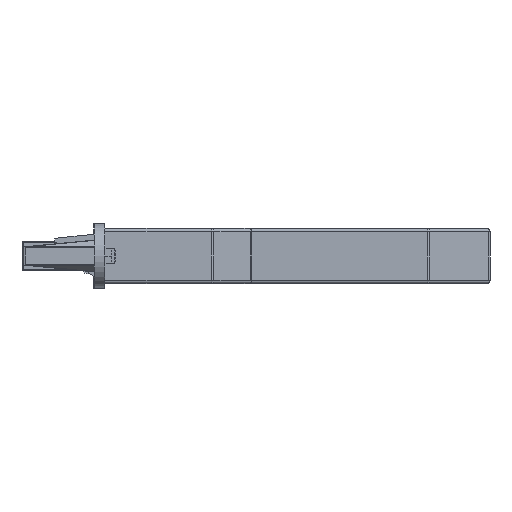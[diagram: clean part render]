
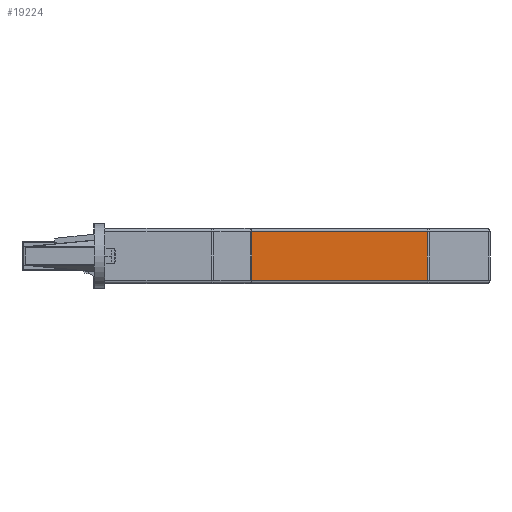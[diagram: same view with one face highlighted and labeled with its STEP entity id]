
A CAD part, front view. The second image highlights one B-rep face of the part: STEP entity #19224.
In plain terms, the highlighted planar face has unit normal (0, -1, 0).
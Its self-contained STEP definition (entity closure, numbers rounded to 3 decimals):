
#627 = EDGE_CURVE ( 'NONE', #19122, #3271, #11206, .T. ) ;
#853 = DIRECTION ( 'NONE',  ( 0., -1., 0. ) ) ;
#1785 = CARTESIAN_POINT ( 'NONE',  ( 14., -14.7, 12.75 ) ) ;
#1883 = CARTESIAN_POINT ( 'NONE',  ( 44.75, -14.7, 6. ) ) ;
#2625 = CARTESIAN_POINT ( 'NONE',  ( 14., -14.7, -1.75 ) ) ;
#3271 = VERTEX_POINT ( 'NONE', #16508 ) ;
#3970 = FACE_OUTER_BOUND ( 'NONE', #9945, .T. ) ;
#4134 = CARTESIAN_POINT ( 'NONE',  ( 44.75, -14.7, 6. ) ) ;
#4138 = VERTEX_POINT ( 'NONE', #5581 ) ;
#4422 = PLANE ( 'NONE',  #20496 ) ;
#4779 = CARTESIAN_POINT ( 'NONE',  ( 14., -14.7, -1.75 ) ) ;
#5471 = EDGE_CURVE ( 'NONE', #19147, #21498, #20475, .T. ) ;
#5581 = CARTESIAN_POINT ( 'NONE',  ( 44.75, -14.7, 4.25 ) ) ;
#5585 = DIRECTION ( 'NONE',  ( 0., 0., -1. ) ) ;
#6920 = DIRECTION ( 'NONE',  ( 0., 0., 1. ) ) ;
#7020 = ORIENTED_EDGE ( 'NONE', *, *, #12135, .F. ) ;
#8225 = DIRECTION ( 'NONE',  ( 1., 0., 0. ) ) ;
#9300 = DIRECTION ( 'NONE',  ( 1., 0., 0. ) ) ;
#9945 = EDGE_LOOP ( 'NONE', ( #19287, #13507, #16962, #14831 ) ) ;
#10497 = VECTOR ( 'NONE', #16452, 1000. ) ;
#11206 = LINE ( 'NONE', #12765, #21802 ) ;
#11293 = AXIS2_PLACEMENT_3D ( 'NONE', #4134, #22594, #13412 ) ;
#11336 = CARTESIAN_POINT ( 'NONE',  ( 14., -14.7, -0.75 ) ) ;
#12135 = EDGE_CURVE ( 'NONE', #18686, #4138, #21967, .T. ) ;
#12765 = CARTESIAN_POINT ( 'NONE',  ( 104., -14.7, -0.75 ) ) ;
#13073 = DIRECTION ( 'NONE',  ( 0., -1., 0. ) ) ;
#13127 = ORIENTED_EDGE ( 'NONE', *, *, #20013, .F. ) ;
#13412 = DIRECTION ( 'NONE',  ( 0., 0., -1. ) ) ;
#13490 = LINE ( 'NONE', #22670, #21368 ) ;
#13507 = ORIENTED_EDGE ( 'NONE', *, *, #627, .T. ) ;
#13670 = AXIS2_PLACEMENT_3D ( 'NONE', #1883, #13073, #5585 ) ;
#13972 = EDGE_LOOP ( 'NONE', ( #13127, #7020 ) ) ;
#14831 = ORIENTED_EDGE ( 'NONE', *, *, #5471, .T. ) ;
#15738 = EDGE_CURVE ( 'NONE', #3271, #19147, #13490, .T. ) ;
#16452 = DIRECTION ( 'NONE',  ( -1., 0., 0. ) ) ;
#16508 = CARTESIAN_POINT ( 'NONE',  ( 103.586, -14.7, -0.75 ) ) ;
#16591 = CARTESIAN_POINT ( 'NONE',  ( 103.586, -14.7, 12.75 ) ) ;
#16962 = ORIENTED_EDGE ( 'NONE', *, *, #15738, .T. ) ;
#18131 = EDGE_CURVE ( 'NONE', #19122, #21498, #19791, .T. ) ;
#18660 = CARTESIAN_POINT ( 'NONE',  ( 14., -14.7, 12.75 ) ) ;
#18686 = VERTEX_POINT ( 'NONE', #21790 ) ;
#19122 = VERTEX_POINT ( 'NONE', #11336 ) ;
#19147 = VERTEX_POINT ( 'NONE', #16591 ) ;
#19224 = ADVANCED_FACE ( 'NONE', ( #22077, #3970 ), #4422, .T. ) ;
#19287 = ORIENTED_EDGE ( 'NONE', *, *, #18131, .F. ) ;
#19336 = DIRECTION ( 'NONE',  ( 0., 0., 1. ) ) ;
#19791 = LINE ( 'NONE', #4779, #21216 ) ;
#20013 = EDGE_CURVE ( 'NONE', #4138, #18686, #20911, .T. ) ;
#20475 = LINE ( 'NONE', #1785, #10497 ) ;
#20496 = AXIS2_PLACEMENT_3D ( 'NONE', #2625, #853, #8225 ) ;
#20911 = CIRCLE ( 'NONE', #13670, 1.75 ) ;
#21216 = VECTOR ( 'NONE', #6920, 1000. ) ;
#21368 = VECTOR ( 'NONE', #19336, 1000. ) ;
#21498 = VERTEX_POINT ( 'NONE', #18660 ) ;
#21790 = CARTESIAN_POINT ( 'NONE',  ( 44.75, -14.7, 7.75 ) ) ;
#21802 = VECTOR ( 'NONE', #9300, 1000. ) ;
#21967 = CIRCLE ( 'NONE', #11293, 1.75 ) ;
#22077 = FACE_BOUND ( 'NONE', #13972, .T. ) ;
#22594 = DIRECTION ( 'NONE',  ( 0., -1., 0. ) ) ;
#22670 = CARTESIAN_POINT ( 'NONE',  ( 103.586, -14.7, -1.75 ) ) ;
